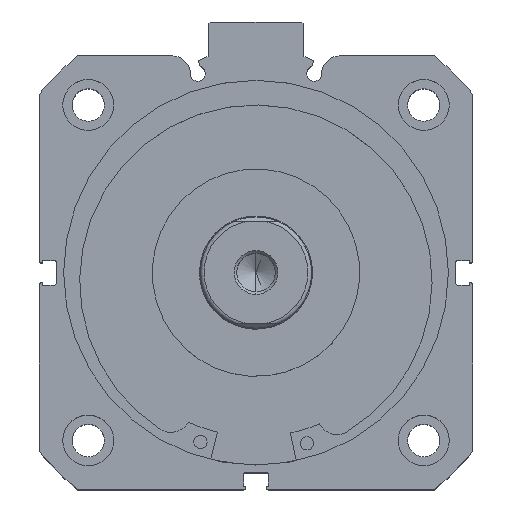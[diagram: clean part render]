
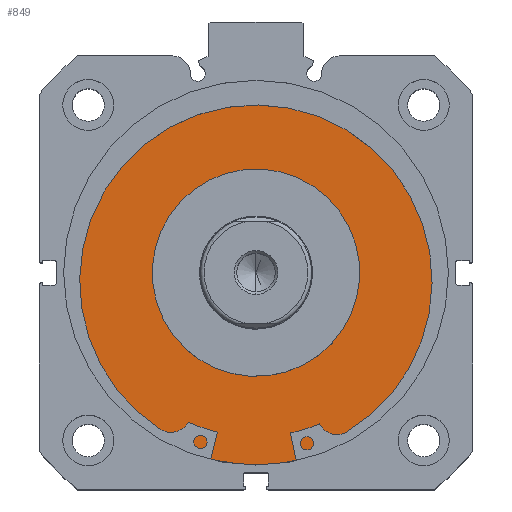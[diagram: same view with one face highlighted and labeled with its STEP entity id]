
A CAD part, top view. The second image highlights one B-rep face of the part: STEP entity #849.
In plain terms, the highlighted face is planar.
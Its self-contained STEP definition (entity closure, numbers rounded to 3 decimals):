
#183 = CARTESIAN_POINT ( 'NONE',  ( 5.5, 0., 27.5 ) ) ;
#185 = CARTESIAN_POINT ( 'NONE',  ( 5.5, 0., -27.5 ) ) ;
#189 = CARTESIAN_POINT ( 'NONE',  ( 5.5, 0., -51. ) ) ;
#195 = CARTESIAN_POINT ( 'NONE',  ( 5.5, 0., 51. ) ) ;
#711 = VERTEX_POINT ( 'NONE', #195 ) ;
#717 = VERTEX_POINT ( 'NONE', #189 ) ;
#721 = VERTEX_POINT ( 'NONE', #185 ) ;
#723 = VERTEX_POINT ( 'NONE', #183 ) ;
#849 = ADVANCED_FACE ( 'NONE', ( #3296, #3302 ), #6949, .F. ) ;
#1344 = ORIENTED_EDGE ( 'NONE', *, *, #2021, .T. ) ;
#1352 = ORIENTED_EDGE ( 'NONE', *, *, #2009, .F. ) ;
#1353 = ORIENTED_EDGE ( 'NONE', *, *, #1981, .F. ) ;
#1356 = ORIENTED_EDGE ( 'NONE', *, *, #1980, .T. ) ;
#1980 = EDGE_CURVE ( 'NONE', #711, #717, #5329, .T. ) ;
#1981 = EDGE_CURVE ( 'NONE', #723, #721, #5332, .T. ) ;
#2009 = EDGE_CURVE ( 'NONE', #721, #723, #5422, .T. ) ;
#2021 = EDGE_CURVE ( 'NONE', #717, #711, #5458, .T. ) ;
#2122 = AXIS2_PLACEMENT_3D ( 'NONE', #6776, #6833, #6784 ) ;
#2727 = EDGE_LOOP ( 'NONE', ( #1353, #1352 ) ) ;
#2754 = EDGE_LOOP ( 'NONE', ( #1356, #1344 ) ) ;
#3296 = FACE_BOUND ( 'NONE', #2727, .T. ) ;
#3302 = FACE_OUTER_BOUND ( 'NONE', #2754, .T. ) ;
#5329 = CIRCLE ( 'NONE', #5867, 51. ) ;
#5332 = CIRCLE ( 'NONE', #5862, 27.5 ) ;
#5422 = CIRCLE ( 'NONE', #5884, 27.5 ) ;
#5458 = CIRCLE ( 'NONE', #5893, 51. ) ;
#5862 = AXIS2_PLACEMENT_3D ( 'NONE', #6178, #6179, #6180 ) ;
#5867 = AXIS2_PLACEMENT_3D ( 'NONE', #6170, #6176, #6177 ) ;
#5884 = AXIS2_PLACEMENT_3D ( 'NONE', #6243, #6249, #6250 ) ;
#5893 = AXIS2_PLACEMENT_3D ( 'NONE', #6271, #6281, #6282 ) ;
#6170 = CARTESIAN_POINT ( 'NONE',  ( 5.5, 0., 0. ) ) ;
#6176 = DIRECTION ( 'NONE',  ( -1., 0., 0. ) ) ;
#6177 = DIRECTION ( 'NONE',  ( 0., 0., 1. ) ) ;
#6178 = CARTESIAN_POINT ( 'NONE',  ( 5.5, 0., 0. ) ) ;
#6179 = DIRECTION ( 'NONE',  ( -1., 0., 0. ) ) ;
#6180 = DIRECTION ( 'NONE',  ( 0., 0., 1. ) ) ;
#6243 = CARTESIAN_POINT ( 'NONE',  ( 5.5, 0., 0. ) ) ;
#6249 = DIRECTION ( 'NONE',  ( -1., 0., 0. ) ) ;
#6250 = DIRECTION ( 'NONE',  ( 0., 0., 1. ) ) ;
#6271 = CARTESIAN_POINT ( 'NONE',  ( 5.5, 0., 0. ) ) ;
#6281 = DIRECTION ( 'NONE',  ( -1., 0., 0. ) ) ;
#6282 = DIRECTION ( 'NONE',  ( 0., 0., 1. ) ) ;
#6776 = CARTESIAN_POINT ( 'NONE',  ( 5.5, 51., 0. ) ) ;
#6784 = DIRECTION ( 'NONE',  ( 0., 0., -1. ) ) ;
#6833 = DIRECTION ( 'NONE',  ( 1., 0., 0. ) ) ;
#6949 = PLANE ( 'NONE',  #2122 ) ;
